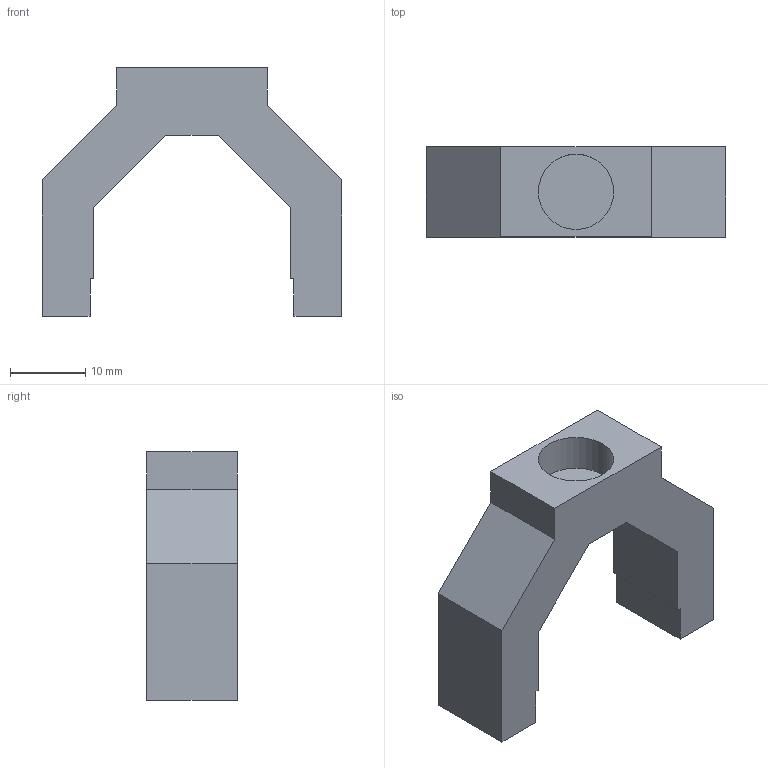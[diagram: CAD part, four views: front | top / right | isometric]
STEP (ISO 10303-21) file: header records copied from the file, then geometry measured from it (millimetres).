
FILE_DESCRIPTION(/* description */ (''),/* implementation_level */ '2;1');
FILE_NAME(/* name */ 'Component6.step',/* time_stamp */ '2024-01-29T23:24:09+05:30',/* author */ (''),/* organization */ (''),/* preprocessor_version */ 'ST-DEVELOPER v20',/* originating_system */ 'Autodesk Translation Framework v12.14.0.127',/* authorisation */ '');
FILE_SCHEMA (('AUTOMOTIVE_DESIGN { 1 0 10303 214 3 1 1 }'));
Length unit declared in the file: millimetre
Products named in the file (1): FusionComponent
Bounding box: 39.8 x 12 x 33.02 mm (x, y, z)
Volume: 6521.7 mm3; surface area: 3359.4 mm2
Topology: 1 solids, 1 shells, 22 faces, 57 edges, 38 vertices
Faces by surface type: plane 21, cylinder 1
Full cylindrical faces by diameter (mm): 10 x1
Entity records: 696 total; most frequent: CARTESIAN_POINT 118, ORIENTED_EDGE 114, DIRECTION 105, EDGE_CURVE 57, LINE 55, VECTOR 55, VERTEX_POINT 38, AXIS2_PLACEMENT_3D 25
